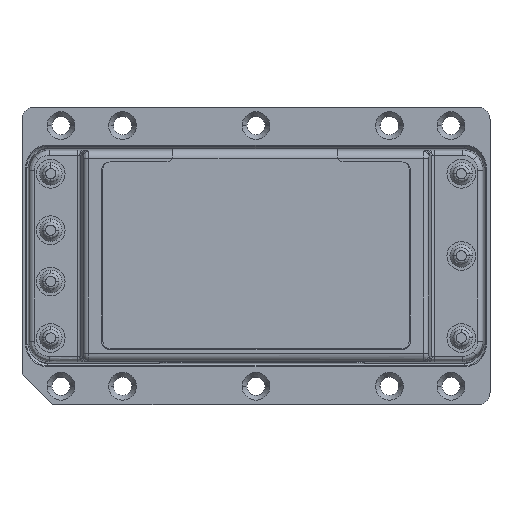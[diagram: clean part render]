
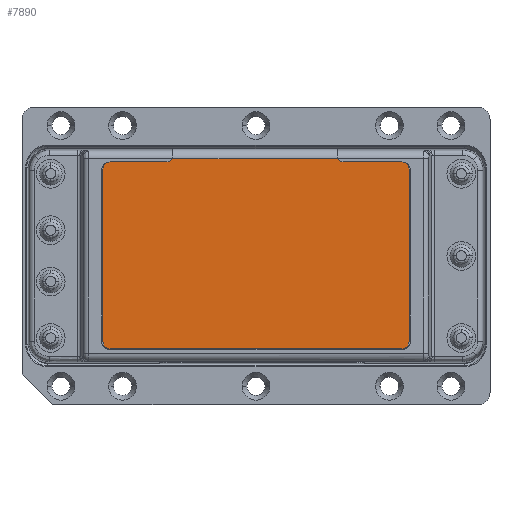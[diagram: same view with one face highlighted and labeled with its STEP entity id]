
A CAD part, top view. The second image highlights one B-rep face of the part: STEP entity #7890.
In plain terms, the highlighted planar face has unit normal (0, 0, 1).
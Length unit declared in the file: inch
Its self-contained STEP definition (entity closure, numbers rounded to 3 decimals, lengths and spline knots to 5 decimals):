
#1293 = EDGE_CURVE ( 'NONE', #8787, #8788, #9598, .T. ) ;
#1294 = EDGE_CURVE ( 'NONE', #8784, #8798, #9599, .T. ) ;
#1295 = EDGE_CURVE ( 'NONE', #8785, #8784, #3656, .T. ) ;
#1297 = EDGE_CURVE ( 'NONE', #8786, #8785, #9601, .T. ) ;
#1299 = EDGE_CURVE ( 'NONE', #8787, #8786, #3799, .T. ) ;
#1303 = EDGE_CURVE ( 'NONE', #8789, #8788, #3753, .T. ) ;
#1304 = EDGE_CURVE ( 'NONE', #8790, #8789, #9604, .T. ) ;
#1306 = EDGE_CURVE ( 'NONE', #8791, #8790, #3417, .T. ) ;
#1308 = EDGE_CURVE ( 'NONE', #8792, #8791, #9607, .T. ) ;
#1310 = EDGE_CURVE ( 'NONE', #8796, #8792, #3846, .T. ) ;
#1312 = EDGE_CURVE ( 'NONE', #8797, #8796, #9610, .T. ) ;
#1314 = EDGE_CURVE ( 'NONE', #8798, #8797, #3839, .T. ) ;
#2315 = ORIENTED_EDGE ( 'NONE', *, *, #1303, .T. ) ;
#2318 = ORIENTED_EDGE ( 'NONE', *, *, #1304, .T. ) ;
#2319 = ORIENTED_EDGE ( 'NONE', *, *, #1306, .T. ) ;
#2320 = ORIENTED_EDGE ( 'NONE', *, *, #1308, .T. ) ;
#2322 = EDGE_LOOP ( 'NONE', ( #2334, #2329, #2707, #2330, #2328, #2327, #2326, #2325, #2320, #2319, #2318, #2315 ) ) ;
#2325 = ORIENTED_EDGE ( 'NONE', *, *, #1310, .T. ) ;
#2326 = ORIENTED_EDGE ( 'NONE', *, *, #1312, .T. ) ;
#2327 = ORIENTED_EDGE ( 'NONE', *, *, #1314, .T. ) ;
#2328 = ORIENTED_EDGE ( 'NONE', *, *, #1294, .T. ) ;
#2329 = ORIENTED_EDGE ( 'NONE', *, *, #1299, .T. ) ;
#2330 = ORIENTED_EDGE ( 'NONE', *, *, #1295, .T. ) ;
#2334 = ORIENTED_EDGE ( 'NONE', *, *, #1293, .F. ) ;
#2707 = ORIENTED_EDGE ( 'NONE', *, *, #1297, .T. ) ;
#3404 = AXIS2_PLACEMENT_3D ( 'NONE', #13711, #13710, #13709 ) ;
#3416 = VECTOR ( 'NONE', #13707, 39.37008 ) ;
#3417 = CIRCLE ( 'NONE', #3424, 0.035 ) ;
#3424 = AXIS2_PLACEMENT_3D ( 'NONE', #13704, #13703, #13702 ) ;
#3449 = AXIS2_PLACEMENT_3D ( 'NONE', #13735, #13734, #13733 ) ;
#3654 = VECTOR ( 'NONE', #13738, 39.37008 ) ;
#3656 = CIRCLE ( 'NONE', #3449, 0.035 ) ;
#3659 = VECTOR ( 'NONE', #13736, 39.37008 ) ;
#3753 = CIRCLE ( 'NONE', #3404, 0.035 ) ;
#3789 = VECTOR ( 'NONE', #13727, 39.37008 ) ;
#3799 = CIRCLE ( 'NONE', #3827, 0.035 ) ;
#3827 = AXIS2_PLACEMENT_3D ( 'NONE', #13723, #13722, #13721 ) ;
#3837 = AXIS2_PLACEMENT_3D ( 'NONE', #13684, #13683, #13681 ) ;
#3839 = CIRCLE ( 'NONE', #3837, 0.035 ) ;
#3840 = VECTOR ( 'NONE', #13687, 39.37008 ) ;
#3844 = AXIS2_PLACEMENT_3D ( 'NONE', #13693, #13692, #13691 ) ;
#3846 = CIRCLE ( 'NONE', #3844, 0.035 ) ;
#3847 = VECTOR ( 'NONE', #13697, 39.37008 ) ;
#4389 = FACE_OUTER_BOUND ( 'NONE', #2322, .T. ) ;
#5141 = AXIS2_PLACEMENT_3D ( 'NONE', #14615, #14616, #14617 ) ;
#7107 = CARTESIAN_POINT ( 'NONE',  ( 0.3945, 0.37758, 0.509 ) ) ;
#7108 = CARTESIAN_POINT ( 'NONE',  ( 0.4295, 0.41258, 0.509 ) ) ;
#7109 = CARTESIAN_POINT ( 'NONE',  ( 0.7005, 0.41258, 0.509 ) ) ;
#7110 = CARTESIAN_POINT ( 'NONE',  ( 0.73029, 0.4292, 0.509 ) ) ;
#7111 = CARTESIAN_POINT ( 'NONE',  ( 1.54071, 0.4292, 0.509 ) ) ;
#7112 = CARTESIAN_POINT ( 'NONE',  ( 1.5705, 0.41258, 0.509 ) ) ;
#7113 = CARTESIAN_POINT ( 'NONE',  ( 1.8505, 0.41258, 0.509 ) ) ;
#7114 = CARTESIAN_POINT ( 'NONE',  ( 1.8855, 0.37758, 0.509 ) ) ;
#7115 = CARTESIAN_POINT ( 'NONE',  ( 1.8855, -0.46242, 0.509 ) ) ;
#7119 = CARTESIAN_POINT ( 'NONE',  ( 1.8505, -0.49742, 0.509 ) ) ;
#7120 = CARTESIAN_POINT ( 'NONE',  ( 0.4295, -0.49742, 0.509 ) ) ;
#7121 = CARTESIAN_POINT ( 'NONE',  ( 0.3945, -0.46242, 0.509 ) ) ;
#7890 = ADVANCED_FACE ( 'NONE', ( #4389 ), #14614, .T. ) ;
#8784 = VERTEX_POINT ( 'NONE', #7107 ) ;
#8785 = VERTEX_POINT ( 'NONE', #7108 ) ;
#8786 = VERTEX_POINT ( 'NONE', #7109 ) ;
#8787 = VERTEX_POINT ( 'NONE', #7110 ) ;
#8788 = VERTEX_POINT ( 'NONE', #7111 ) ;
#8789 = VERTEX_POINT ( 'NONE', #7112 ) ;
#8790 = VERTEX_POINT ( 'NONE', #7113 ) ;
#8791 = VERTEX_POINT ( 'NONE', #7114 ) ;
#8792 = VERTEX_POINT ( 'NONE', #7115 ) ;
#8796 = VERTEX_POINT ( 'NONE', #7119 ) ;
#8797 = VERTEX_POINT ( 'NONE', #7120 ) ;
#8798 = VERTEX_POINT ( 'NONE', #7121 ) ;
#9598 = LINE ( 'NONE', #13739, #3654 ) ;
#9599 = LINE ( 'NONE', #13737, #3659 ) ;
#9601 = LINE ( 'NONE', #13728, #3789 ) ;
#9604 = LINE ( 'NONE', #13708, #3416 ) ;
#9607 = LINE ( 'NONE', #13698, #3847 ) ;
#9610 = LINE ( 'NONE', #13688, #3840 ) ;
#13681 = DIRECTION ( 'NONE',  ( 1., 0., 0. ) ) ;
#13683 = DIRECTION ( 'NONE',  ( 0., 0., 1. ) ) ;
#13684 = CARTESIAN_POINT ( 'NONE',  ( 0.4295, -0.46242, 0.509 ) ) ;
#13687 = DIRECTION ( 'NONE',  ( 1., 0., 0. ) ) ;
#13688 = CARTESIAN_POINT ( 'NONE',  ( 1.8505, -0.49742, 0.509 ) ) ;
#13691 = DIRECTION ( 'NONE',  ( 1., 0., 0. ) ) ;
#13692 = DIRECTION ( 'NONE',  ( 0., 0., 1. ) ) ;
#13693 = CARTESIAN_POINT ( 'NONE',  ( 1.8505, -0.46242, 0.509 ) ) ;
#13697 = DIRECTION ( 'NONE',  ( 0., 1., 0. ) ) ;
#13698 = CARTESIAN_POINT ( 'NONE',  ( 1.8855, 0.37758, 0.509 ) ) ;
#13702 = DIRECTION ( 'NONE',  ( 1., 0., 0. ) ) ;
#13703 = DIRECTION ( 'NONE',  ( 0., 0., 1. ) ) ;
#13704 = CARTESIAN_POINT ( 'NONE',  ( 1.8505, 0.37758, 0.509 ) ) ;
#13707 = DIRECTION ( 'NONE',  ( -1., 0., 0. ) ) ;
#13708 = CARTESIAN_POINT ( 'NONE',  ( 1.8505, 0.41258, 0.509 ) ) ;
#13709 = DIRECTION ( 'NONE',  ( -1., 0., 0. ) ) ;
#13710 = DIRECTION ( 'NONE',  ( 0., 0., -1. ) ) ;
#13711 = CARTESIAN_POINT ( 'NONE',  ( 1.5705, 0.44758, 0.509 ) ) ;
#13721 = DIRECTION ( 'NONE',  ( 1., 0., 0. ) ) ;
#13722 = DIRECTION ( 'NONE',  ( 0., 0., -1. ) ) ;
#13723 = CARTESIAN_POINT ( 'NONE',  ( 0.7005, 0.44758, 0.509 ) ) ;
#13727 = DIRECTION ( 'NONE',  ( -1., 0., 0. ) ) ;
#13728 = CARTESIAN_POINT ( 'NONE',  ( 0.7005, 0.41258, 0.509 ) ) ;
#13733 = DIRECTION ( 'NONE',  ( -1., 0., 0. ) ) ;
#13734 = DIRECTION ( 'NONE',  ( 0., 0., 1. ) ) ;
#13735 = CARTESIAN_POINT ( 'NONE',  ( 0.4295, 0.37758, 0.509 ) ) ;
#13736 = DIRECTION ( 'NONE',  ( 0., -1., 0. ) ) ;
#13737 = CARTESIAN_POINT ( 'NONE',  ( 0.3945, 0.37758, 0.509 ) ) ;
#13738 = DIRECTION ( 'NONE',  ( 1., 0., 0. ) ) ;
#13739 = CARTESIAN_POINT ( 'NONE',  ( 0.4295, 0.4292, 0.509 ) ) ;
#14614 = PLANE ( 'NONE',  #5141 ) ;
#14615 = CARTESIAN_POINT ( 'NONE',  ( 0.4295, 0.37758, 0.509 ) ) ;
#14616 = DIRECTION ( 'NONE',  ( 0., 0., 1. ) ) ;
#14617 = DIRECTION ( 'NONE',  ( -1., 0., 0. ) ) ;
